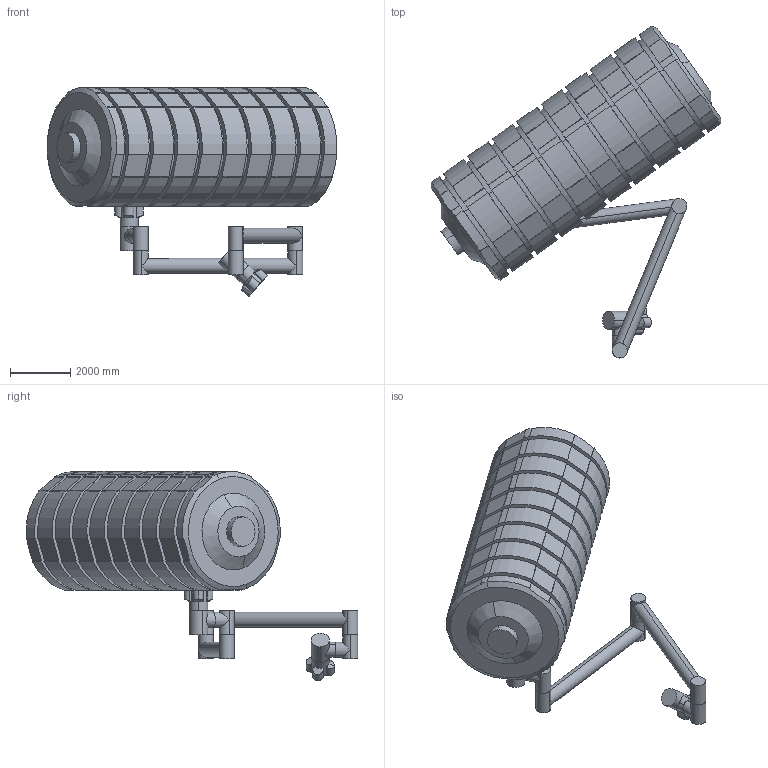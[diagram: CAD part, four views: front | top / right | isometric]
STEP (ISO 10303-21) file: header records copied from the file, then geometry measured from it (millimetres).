
FILE_DESCRIPTION (( 'STEP AP214' ), '1' );
FILE_NAME ('×°ÅäÌå2.STEP', '2022-12-17T08:08:41', ( '' ), ( '' ), 'SwSTEP 2.0', 'SolidWorks 2018', '' );
FILE_SCHEMA (( 'AUTOMOTIVE_DESIGN' ));
Length unit declared in the file: millimetre
Products named in the file (6): 錨璃3; 蚾饜极2; 錨璃2; 錨璃5; 錨璃4; 錨璃1
Assembly tree (9 placements, depth 2):
  蚾饜极2
    錨璃1  x2
    錨璃2  x2
    錨璃3  x2
    錨璃4  x2
    錨璃5
Bounding box: 9637.97 x 11046.01 x 6960.57 mm (x, y, z)
Volume: 117236609285.1 mm3; surface area: 208672769.2 mm2
Topology: 9 solids, 9 shells, 351 faces, 914 edges, 604 vertices
Faces by surface type: plane 197, cylinder 136, cone 18
Entity records: 13668 total; most frequent: CARTESIAN_POINT 2560, ORIENTED_EDGE 1626, DIRECTION 1610, EDGE_CURVE 813, LINE 544, VECTOR 544, VERTEX_POINT 539, AXIS2_PLACEMENT_3D 533
